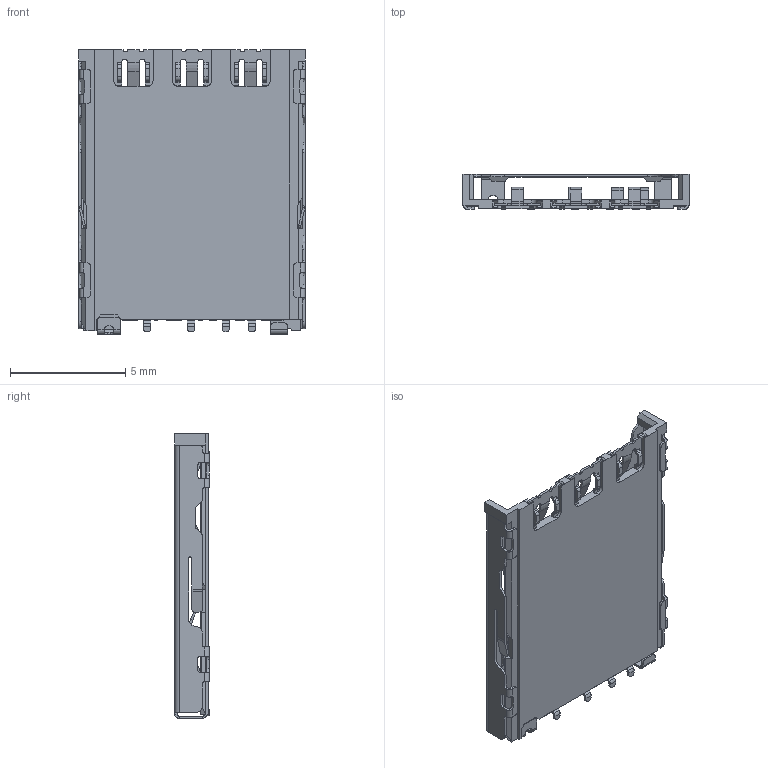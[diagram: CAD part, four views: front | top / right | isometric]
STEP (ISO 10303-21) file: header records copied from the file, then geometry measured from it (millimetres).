
FILE_DESCRIPTION (( 'STEP AP214' ), '1' );
FILE_NAME ('NSIM-5-B.STEP', '2024-04-20T06:48:47', ( '' ), ( '' ), 'SwSTEP 2.0', 'SolidWorks 2021', '' );
FILE_SCHEMA (( 'AUTOMOTIVE_DESIGN' ));
Length unit declared in the file: millimetre
Products named in the file (1): NSIM-5-B
Bounding box: 9.8 x 1.5 x 12.35 mm (x, y, z)
Volume: 48.5 mm3; surface area: 525.9 mm2
Topology: 10 solids, 10 shells, 1034 faces, 2580 edges, 1543 vertices
Faces by surface type: plane 741, cylinder 285, bspline 8
Entity records: 30477 total; most frequent: CARTESIAN_POINT 5630, ORIENTED_EDGE 5160, DIRECTION 5128, EDGE_CURVE 2580, LINE 1974, VECTOR 1974, AXIS2_PLACEMENT_3D 1577, VERTEX_POINT 1543
